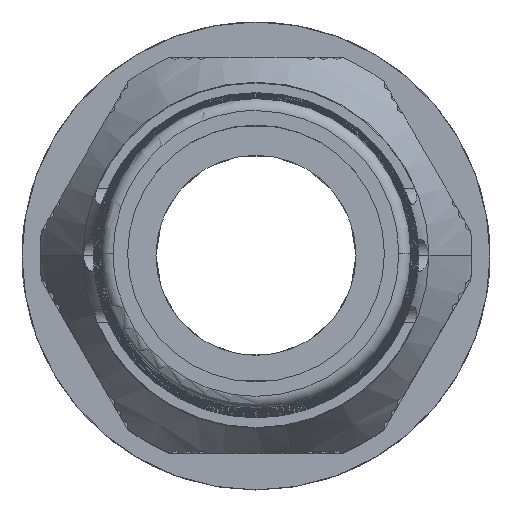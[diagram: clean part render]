
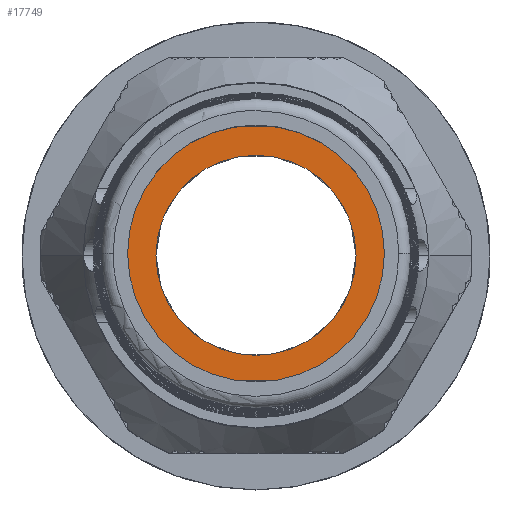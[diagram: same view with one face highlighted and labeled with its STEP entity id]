
A CAD part, top view. The second image highlights one B-rep face of the part: STEP entity #17749.
In plain terms, the highlighted planar face has unit normal (0, 0, 1).
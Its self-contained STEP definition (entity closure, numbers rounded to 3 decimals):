
#5396 = DIRECTION ( 'NONE',  ( -1., 0., 0. ) ) ;
#5436 = CARTESIAN_POINT ( 'NONE',  ( 0., 0., 39.95 ) ) ;
#5457 = DIRECTION ( 'NONE',  ( 0., 0., -1. ) ) ;
#6388 = EDGE_LOOP ( 'NONE', ( #10582, #10461 ) ) ;
#6412 = EDGE_LOOP ( 'NONE', ( #10639, #12231 ) ) ;
#7035 = VERTEX_POINT ( 'NONE', #13496 ) ;
#7067 = VERTEX_POINT ( 'NONE', #13559 ) ;
#7082 = VERTEX_POINT ( 'NONE', #13566 ) ;
#7193 = VERTEX_POINT ( 'NONE', #14237 ) ;
#9879 = EDGE_CURVE ( 'NONE', #7067, #7035, #26440, .T. ) ;
#9968 = EDGE_CURVE ( 'NONE', #7082, #7193, #26528, .T. ) ;
#10370 = EDGE_CURVE ( 'NONE', #7193, #7082, #26262, .T. ) ;
#10461 = ORIENTED_EDGE ( 'NONE', *, *, #9968, .T. ) ;
#10582 = ORIENTED_EDGE ( 'NONE', *, *, #10370, .T. ) ;
#10639 = ORIENTED_EDGE ( 'NONE', *, *, #9879, .F. ) ;
#10979 = EDGE_CURVE ( 'NONE', #7035, #7067, #18731, .T. ) ;
#12231 = ORIENTED_EDGE ( 'NONE', *, *, #10979, .F. ) ;
#12639 = DIRECTION ( 'NONE',  ( 0., 0., -1. ) ) ;
#12641 = CARTESIAN_POINT ( 'NONE',  ( 0., 0., 39.95 ) ) ;
#12652 = DIRECTION ( 'NONE',  ( -1., 0., 0. ) ) ;
#13496 = CARTESIAN_POINT ( 'NONE',  ( 0., -10.834, 39.95 ) ) ;
#13559 = CARTESIAN_POINT ( 'NONE',  ( 0., 10.834, 39.95 ) ) ;
#13566 = CARTESIAN_POINT ( 'NONE',  ( 8.334, 0., 39.95 ) ) ;
#14237 = CARTESIAN_POINT ( 'NONE',  ( -8.334, 0., 39.95 ) ) ;
#14803 = AXIS2_PLACEMENT_3D ( 'NONE', #20295, #20279, #20284 ) ;
#17749 = ADVANCED_FACE ( 'NONE', ( #20292, #20285 ), #20271, .T. ) ;
#18731 = CIRCLE ( 'NONE', #18776, 10.834 ) ;
#18776 = AXIS2_PLACEMENT_3D ( 'NONE', #24484, #24430, #24488 ) ;
#20271 = PLANE ( 'NONE',  #14803 ) ;
#20279 = DIRECTION ( 'NONE',  ( 0., 0., 1. ) ) ;
#20284 = DIRECTION ( 'NONE',  ( 1., 0., 0. ) ) ;
#20285 = FACE_OUTER_BOUND ( 'NONE', #6412, .T. ) ;
#20292 = FACE_BOUND ( 'NONE', #6388, .T. ) ;
#20295 = CARTESIAN_POINT ( 'NONE',  ( 0., 0., 39.95 ) ) ;
#24430 = DIRECTION ( 'NONE',  ( 0., 0., -1. ) ) ;
#24484 = CARTESIAN_POINT ( 'NONE',  ( 0., 0., 39.95 ) ) ;
#24488 = DIRECTION ( 'NONE',  ( 0., 1., 0. ) ) ;
#26262 = CIRCLE ( 'NONE', #26263, 8.334 ) ;
#26263 = AXIS2_PLACEMENT_3D ( 'NONE', #5436, #5457, #5396 ) ;
#26438 = AXIS2_PLACEMENT_3D ( 'NONE', #28272, #28274, #28281 ) ;
#26440 = CIRCLE ( 'NONE', #26438, 10.834 ) ;
#26528 = CIRCLE ( 'NONE', #26529, 8.334 ) ;
#26529 = AXIS2_PLACEMENT_3D ( 'NONE', #12641, #12639, #12652 ) ;
#28272 = CARTESIAN_POINT ( 'NONE',  ( 0., 0., 39.95 ) ) ;
#28274 = DIRECTION ( 'NONE',  ( 0., 0., -1. ) ) ;
#28281 = DIRECTION ( 'NONE',  ( 0., 1., 0. ) ) ;
